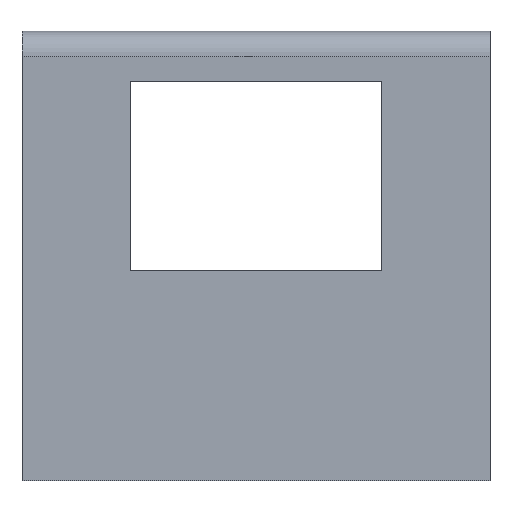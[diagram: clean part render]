
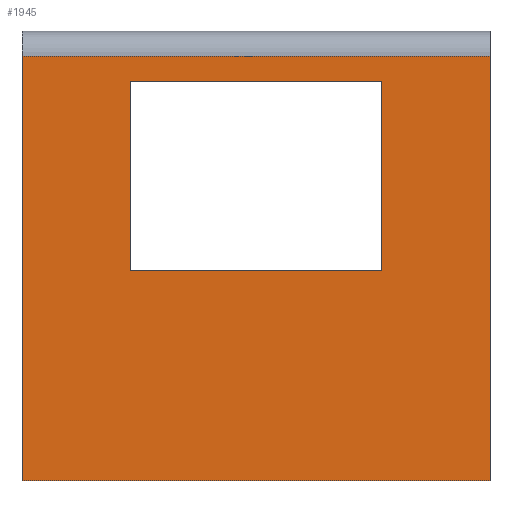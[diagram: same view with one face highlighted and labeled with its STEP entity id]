
A CAD part, front view. The second image highlights one B-rep face of the part: STEP entity #1945.
In plain terms, the highlighted planar face has unit normal (0, -1, 0).
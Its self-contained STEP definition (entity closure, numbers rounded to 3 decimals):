
#47=FACE_BOUND('',#313,.T.);
#75=PLANE('',#2110);
#179=FACE_OUTER_BOUND('',#312,.T.);
#312=EDGE_LOOP('',(#1747,#1748,#1749,#1750));
#313=EDGE_LOOP('',(#1751,#1752,#1753,#1754));
#542=LINE('',#6424,#659);
#544=LINE('',#6428,#661);
#547=LINE('',#6434,#664);
#550=LINE('',#6438,#667);
#568=LINE('',#6490,#685);
#574=LINE('',#6501,#691);
#598=LINE('',#6624,#715);
#600=LINE('',#6627,#717);
#659=VECTOR('',#2326,10.);
#661=VECTOR('',#2330,10.);
#664=VECTOR('',#2335,10.);
#667=VECTOR('',#2340,10.);
#685=VECTOR('',#2384,10.);
#691=VECTOR('',#2392,10.);
#715=VECTOR('',#2524,10.);
#717=VECTOR('',#2528,10.);
#846=VERTEX_POINT('',#6421);
#847=VERTEX_POINT('',#6423);
#848=VERTEX_POINT('',#6427);
#850=VERTEX_POINT('',#6433);
#868=VERTEX_POINT('',#6483);
#871=VERTEX_POINT('',#6488);
#875=VERTEX_POINT('',#6499);
#908=VERTEX_POINT('',#6623);
#1098=EDGE_CURVE('',#847,#846,#542,.T.);
#1100=EDGE_CURVE('',#848,#847,#544,.T.);
#1103=EDGE_CURVE('',#850,#848,#547,.T.);
#1106=EDGE_CURVE('',#846,#850,#550,.T.);
#1131=EDGE_CURVE('',#871,#868,#568,.T.);
#1137=EDGE_CURVE('',#875,#871,#574,.T.);
#1192=EDGE_CURVE('',#908,#868,#598,.T.);
#1194=EDGE_CURVE('',#875,#908,#600,.T.);
#1747=ORIENTED_EDGE('',*,*,#1131,.F.);
#1748=ORIENTED_EDGE('',*,*,#1137,.F.);
#1749=ORIENTED_EDGE('',*,*,#1194,.T.);
#1750=ORIENTED_EDGE('',*,*,#1192,.T.);
#1751=ORIENTED_EDGE('',*,*,#1103,.T.);
#1752=ORIENTED_EDGE('',*,*,#1100,.T.);
#1753=ORIENTED_EDGE('',*,*,#1098,.T.);
#1754=ORIENTED_EDGE('',*,*,#1106,.T.);
#1945=ADVANCED_FACE('',(#179,#47),#75,.T.);
#2110=AXIS2_PLACEMENT_3D('',#6626,#2526,#2527);
#2326=DIRECTION('',(0.,0.,-1.));
#2330=DIRECTION('',(1.,0.,0.));
#2335=DIRECTION('',(0.,0.,1.));
#2340=DIRECTION('',(-1.,0.,0.));
#2384=DIRECTION('',(1.,0.,0.));
#2392=DIRECTION('',(0.,0.,1.));
#2524=DIRECTION('',(0.,0.,1.));
#2526=DIRECTION('center_axis',(0.,-1.,0.));
#2527=DIRECTION('ref_axis',(1.,0.,0.));
#2528=DIRECTION('',(1.,0.,0.));
#6421=CARTESIAN_POINT('',(20.,-40.,33.5));
#6423=CARTESIAN_POINT('',(20.,-40.,63.5));
#6424=CARTESIAN_POINT('',(20.,-40.,31.75));
#6427=CARTESIAN_POINT('',(-20.,-40.,63.5));
#6428=CARTESIAN_POINT('',(-28.615,-40.,63.5));
#6433=CARTESIAN_POINT('',(-20.,-40.,33.5));
#6434=CARTESIAN_POINT('',(-20.,-40.,16.75));
#6438=CARTESIAN_POINT('',(-8.615,-40.,33.5));
#6483=CARTESIAN_POINT('',(37.23,-40.,67.5));
#6488=CARTESIAN_POINT('',(-37.23,-40.,67.5));
#6490=CARTESIAN_POINT('',(-18.615,-40.,67.5));
#6499=CARTESIAN_POINT('',(-37.23,-40.,0.));
#6501=CARTESIAN_POINT('',(-37.23,-40.,0.));
#6623=CARTESIAN_POINT('',(37.23,-40.,0.));
#6624=CARTESIAN_POINT('',(37.23,-40.,0.));
#6626=CARTESIAN_POINT('Origin',(-37.23,-40.,0.));
#6627=CARTESIAN_POINT('',(-37.23,-40.,0.));
